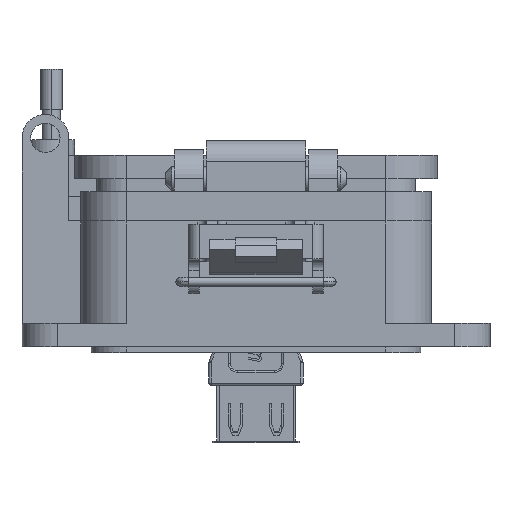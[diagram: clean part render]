
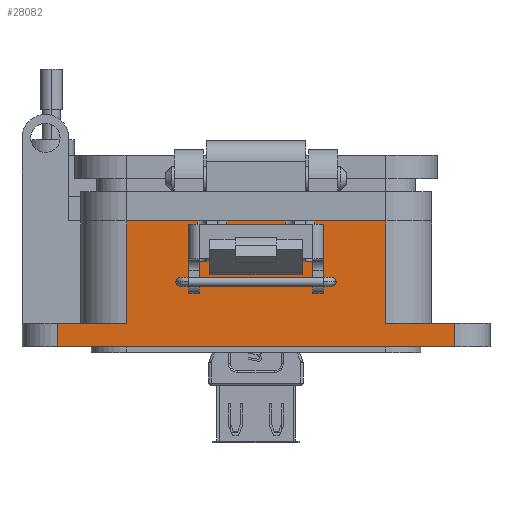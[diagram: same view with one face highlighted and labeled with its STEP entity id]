
A CAD part, front view. The second image highlights one B-rep face of the part: STEP entity #28082.
In plain terms, the highlighted planar face has unit normal (0, -1, 0).
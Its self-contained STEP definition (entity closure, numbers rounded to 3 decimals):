
#35 = CARTESIAN_POINT ( 'NONE',  ( 5.036, -15.056, -21.654 ) ) ;
#95 = VERTEX_POINT ( 'NONE', #1126 ) ;
#288 = ORIENTED_EDGE ( 'NONE', *, *, #30746, .T. ) ;
#849 = CARTESIAN_POINT ( 'NONE',  ( 34.243, -15.056, -43.307 ) ) ;
#939 = CARTESIAN_POINT ( 'NONE',  ( 10.071, -15.056, -21.654 ) ) ;
#1126 = CARTESIAN_POINT ( 'NONE',  ( -22.358, -15.056, -39.279 ) ) ;
#1276 = ORIENTED_EDGE ( 'NONE', *, *, #18583, .T. ) ;
#1700 = ORIENTED_EDGE ( 'NONE', *, *, #19924, .T. ) ;
#1819 = EDGE_CURVE ( 'NONE', #40389, #5755, #15558, .T. ) ;
#1897 = DIRECTION ( 'NONE',  ( -1., 0., 0. ) ) ;
#2943 = CARTESIAN_POINT ( 'NONE',  ( 34.243, -15.056, -43.307 ) ) ;
#4512 = LINE ( 'NONE', #5551, #34076 ) ;
#4538 = DIRECTION ( 'NONE',  ( -1., 0., 0. ) ) ;
#4667 = LINE ( 'NONE', #38544, #42976 ) ;
#4707 = EDGE_CURVE ( 'NONE', #39184, #10370, #22348, .T. ) ;
#4974 = CARTESIAN_POINT ( 'NONE',  ( 34.243, -15.056, -39.279 ) ) ;
#5227 = VECTOR ( 'NONE', #6897, 1000. ) ;
#5551 = CARTESIAN_POINT ( 'NONE',  ( -34.243, -15.056, -21.654 ) ) ;
#5595 = VECTOR ( 'NONE', #12886, 1000. ) ;
#5740 = VECTOR ( 'NONE', #30469, 1000. ) ;
#5755 = VERTEX_POINT ( 'NONE', #31252 ) ;
#5794 = CARTESIAN_POINT ( 'NONE',  ( 22.358, -15.056, -39.279 ) ) ;
#5892 = VECTOR ( 'NONE', #35837, 1000. ) ;
#5941 = CARTESIAN_POINT ( 'NONE',  ( -5.036, -15.056, -21.654 ) ) ;
#6219 = DIRECTION ( 'NONE',  ( -1., 0., 0. ) ) ;
#6897 = DIRECTION ( 'NONE',  ( 0., 0., 1. ) ) ;
#8348 = LINE ( 'NONE', #41692, #17026 ) ;
#8937 = CARTESIAN_POINT ( 'NONE',  ( 22.358, -15.056, -21.654 ) ) ;
#9530 = VECTOR ( 'NONE', #23031, 1000. ) ;
#9706 = DIRECTION ( 'NONE',  ( 0., 0., -1. ) ) ;
#10370 = VERTEX_POINT ( 'NONE', #10778 ) ;
#10720 = VERTEX_POINT ( 'NONE', #26981 ) ;
#10778 = CARTESIAN_POINT ( 'NONE',  ( 5.036, -15.056, -28.704 ) ) ;
#11515 = LINE ( 'NONE', #11824, #17894 ) ;
#11824 = CARTESIAN_POINT ( 'NONE',  ( 10.071, -15.056, -28.704 ) ) ;
#12505 = VECTOR ( 'NONE', #6219, 1000. ) ;
#12644 = EDGE_CURVE ( 'NONE', #46604, #29878, #43115, .T. ) ;
#12886 = DIRECTION ( 'NONE',  ( 0., 0., 1. ) ) ;
#13258 = EDGE_CURVE ( 'NONE', #48061, #40389, #19792, .T. ) ;
#13401 = CARTESIAN_POINT ( 'NONE',  ( -10.071, -15.056, -28.704 ) ) ;
#13518 = VECTOR ( 'NONE', #39506, 1000. ) ;
#13972 = AXIS2_PLACEMENT_3D ( 'NONE', #20060, #45989, #23754 ) ;
#15025 = DIRECTION ( 'NONE',  ( 0., 0., 1. ) ) ;
#15239 = ORIENTED_EDGE ( 'NONE', *, *, #38788, .T. ) ;
#15558 = LINE ( 'NONE', #19486, #5740 ) ;
#15712 = CARTESIAN_POINT ( 'NONE',  ( -22.358, -15.056, -21.654 ) ) ;
#16606 = CARTESIAN_POINT ( 'NONE',  ( 5.036, -15.056, -21.654 ) ) ;
#17026 = VECTOR ( 'NONE', #30459, 1000. ) ;
#17894 = VECTOR ( 'NONE', #4538, 1000. ) ;
#18480 = ORIENTED_EDGE ( 'NONE', *, *, #32028, .T. ) ;
#18583 = EDGE_CURVE ( 'NONE', #41684, #46604, #4512, .T. ) ;
#19486 = CARTESIAN_POINT ( 'NONE',  ( 10.071, -15.056, -21.654 ) ) ;
#19763 = EDGE_CURVE ( 'NONE', #10370, #37887, #45041, .T. ) ;
#19792 = LINE ( 'NONE', #40993, #37183 ) ;
#19924 = EDGE_CURVE ( 'NONE', #95, #41684, #43279, .T. ) ;
#20060 = CARTESIAN_POINT ( 'NONE',  ( 10.071, -15.056, -21.654 ) ) ;
#20517 = LINE ( 'NONE', #849, #9530 ) ;
#20621 = ORIENTED_EDGE ( 'NONE', *, *, #45885, .T. ) ;
#20912 = CARTESIAN_POINT ( 'NONE',  ( -5.036, -15.056, -21.654 ) ) ;
#20916 = LINE ( 'NONE', #5941, #39464 ) ;
#21913 = DIRECTION ( 'NONE',  ( -1., 0., 0. ) ) ;
#22214 = CARTESIAN_POINT ( 'NONE',  ( -5.036, -15.056, -28.704 ) ) ;
#22345 = VERTEX_POINT ( 'NONE', #15712 ) ;
#22348 = LINE ( 'NONE', #28394, #12505 ) ;
#22600 = ORIENTED_EDGE ( 'NONE', *, *, #38995, .T. ) ;
#22855 = ORIENTED_EDGE ( 'NONE', *, *, #38726, .T. ) ;
#23031 = DIRECTION ( 'NONE',  ( 0., 0., -1. ) ) ;
#23275 = DIRECTION ( 'NONE',  ( -1., 0., 0. ) ) ;
#23399 = CARTESIAN_POINT ( 'NONE',  ( 10.071, -15.056, -28.704 ) ) ;
#23754 = DIRECTION ( 'NONE',  ( 1., 0., 0. ) ) ;
#23772 = LINE ( 'NONE', #32793, #5227 ) ;
#24147 = EDGE_CURVE ( 'NONE', #5755, #39184, #25575, .T. ) ;
#25575 = LINE ( 'NONE', #43293, #5892 ) ;
#25790 = ORIENTED_EDGE ( 'NONE', *, *, #24147, .T. ) ;
#26743 = CARTESIAN_POINT ( 'NONE',  ( -34.243, -15.056, -39.279 ) ) ;
#26981 = CARTESIAN_POINT ( 'NONE',  ( -10.071, -15.056, -21.654 ) ) ;
#27329 = PLANE ( 'NONE',  #13972 ) ;
#27340 = VECTOR ( 'NONE', #23275, 1000. ) ;
#28082 = ADVANCED_FACE ( 'NONE', ( #30086 ), #27329, .T. ) ;
#28188 = ORIENTED_EDGE ( 'NONE', *, *, #4707, .T. ) ;
#28394 = CARTESIAN_POINT ( 'NONE',  ( 10.071, -15.056, -28.704 ) ) ;
#28717 = CARTESIAN_POINT ( 'NONE',  ( -34.243, -15.056, -43.307 ) ) ;
#28956 = EDGE_LOOP ( 'NONE', ( #29410, #25790, #28188, #47163, #288, #15239, #30473, #22600, #20621, #18480, #1700, #1276, #37279, #36386, #22855, #35164 ) ) ;
#29280 = VERTEX_POINT ( 'NONE', #4974 ) ;
#29410 = ORIENTED_EDGE ( 'NONE', *, *, #1819, .T. ) ;
#29878 = VERTEX_POINT ( 'NONE', #2943 ) ;
#30086 = FACE_OUTER_BOUND ( 'NONE', #28956, .T. ) ;
#30459 = DIRECTION ( 'NONE',  ( -1., 0., 0. ) ) ;
#30469 = DIRECTION ( 'NONE',  ( -1., 0., 0. ) ) ;
#30473 = ORIENTED_EDGE ( 'NONE', *, *, #31636, .T. ) ;
#30746 = EDGE_CURVE ( 'NONE', #37887, #33452, #47078, .T. ) ;
#31252 = CARTESIAN_POINT ( 'NONE',  ( 10.071, -15.056, -21.654 ) ) ;
#31456 = DIRECTION ( 'NONE',  ( 0., 0., -1. ) ) ;
#31636 = EDGE_CURVE ( 'NONE', #45739, #32347, #11515, .T. ) ;
#32028 = EDGE_CURVE ( 'NONE', #22345, #95, #34079, .T. ) ;
#32347 = VERTEX_POINT ( 'NONE', #13401 ) ;
#32793 = CARTESIAN_POINT ( 'NONE',  ( -10.071, -15.056, -21.654 ) ) ;
#32897 = VECTOR ( 'NONE', #40813, 1000. ) ;
#33452 = VERTEX_POINT ( 'NONE', #20912 ) ;
#34076 = VECTOR ( 'NONE', #31456, 1000. ) ;
#34079 = LINE ( 'NONE', #37088, #32897 ) ;
#35164 = ORIENTED_EDGE ( 'NONE', *, *, #13258, .T. ) ;
#35783 = CARTESIAN_POINT ( 'NONE',  ( 0., -15.056, -43.307 ) ) ;
#35837 = DIRECTION ( 'NONE',  ( 0., 0., -1. ) ) ;
#36386 = ORIENTED_EDGE ( 'NONE', *, *, #43218, .F. ) ;
#36891 = VECTOR ( 'NONE', #21913, 1000. ) ;
#37088 = CARTESIAN_POINT ( 'NONE',  ( -22.358, -15.056, -21.654 ) ) ;
#37183 = VECTOR ( 'NONE', #15025, 1000. ) ;
#37279 = ORIENTED_EDGE ( 'NONE', *, *, #12644, .T. ) ;
#37887 = VERTEX_POINT ( 'NONE', #35 ) ;
#38544 = CARTESIAN_POINT ( 'NONE',  ( 10.071, -15.056, -39.279 ) ) ;
#38726 = EDGE_CURVE ( 'NONE', #29280, #48061, #4667, .T. ) ;
#38788 = EDGE_CURVE ( 'NONE', #33452, #45739, #20916, .T. ) ;
#38995 = EDGE_CURVE ( 'NONE', #32347, #10720, #23772, .T. ) ;
#39184 = VERTEX_POINT ( 'NONE', #23399 ) ;
#39464 = VECTOR ( 'NONE', #9706, 1000. ) ;
#39506 = DIRECTION ( 'NONE',  ( 1., 0., 0. ) ) ;
#40389 = VERTEX_POINT ( 'NONE', #8937 ) ;
#40813 = DIRECTION ( 'NONE',  ( 0., 0., -1. ) ) ;
#40993 = CARTESIAN_POINT ( 'NONE',  ( 22.358, -15.056, -21.654 ) ) ;
#41684 = VERTEX_POINT ( 'NONE', #26743 ) ;
#41692 = CARTESIAN_POINT ( 'NONE',  ( 10.071, -15.056, -21.654 ) ) ;
#42976 = VECTOR ( 'NONE', #1897, 1000. ) ;
#43115 = LINE ( 'NONE', #35783, #13518 ) ;
#43218 = EDGE_CURVE ( 'NONE', #29280, #29878, #20517, .T. ) ;
#43279 = LINE ( 'NONE', #44150, #36891 ) ;
#43293 = CARTESIAN_POINT ( 'NONE',  ( 10.071, -15.056, -21.654 ) ) ;
#44150 = CARTESIAN_POINT ( 'NONE',  ( 10.071, -15.056, -39.279 ) ) ;
#45041 = LINE ( 'NONE', #16606, #5595 ) ;
#45739 = VERTEX_POINT ( 'NONE', #22214 ) ;
#45885 = EDGE_CURVE ( 'NONE', #10720, #22345, #8348, .T. ) ;
#45989 = DIRECTION ( 'NONE',  ( 0., -1., 0. ) ) ;
#46604 = VERTEX_POINT ( 'NONE', #28717 ) ;
#47078 = LINE ( 'NONE', #939, #27340 ) ;
#47163 = ORIENTED_EDGE ( 'NONE', *, *, #19763, .T. ) ;
#48061 = VERTEX_POINT ( 'NONE', #5794 ) ;
